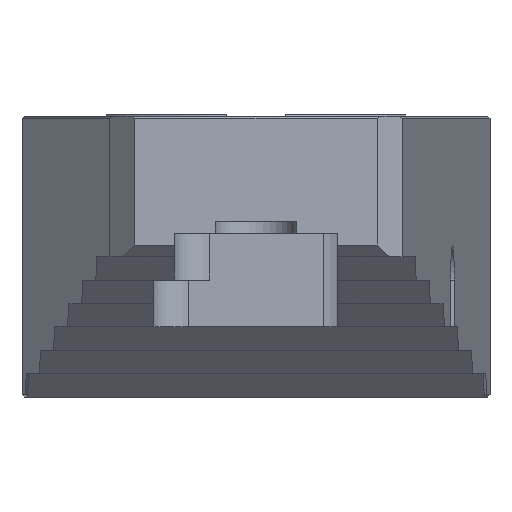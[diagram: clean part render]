
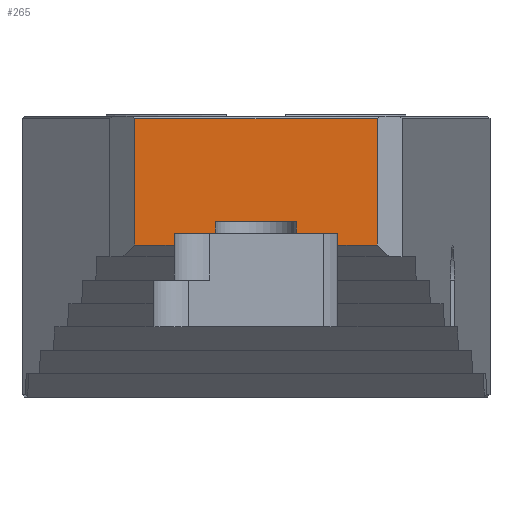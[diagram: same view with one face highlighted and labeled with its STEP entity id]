
A CAD part, left-side view. The second image highlights one B-rep face of the part: STEP entity #265.
In plain terms, the highlighted planar face has unit normal (-1, 0, 0).
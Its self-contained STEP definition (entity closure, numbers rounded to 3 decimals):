
#98=PLANE('',#3716);
#265=ADVANCED_FACE('',(#491),#98,.T.);
#491=FACE_OUTER_BOUND('',#674,.T.);
#674=EDGE_LOOP('',(#1861,#1862,#1863,#1864,#1865,#1866,#1867,#1868,#1869,
#1870,#1871,#1872));
#905=LINE('',#5098,#1310);
#908=LINE('',#5106,#1313);
#926=LINE('',#5146,#1331);
#928=LINE('',#5150,#1333);
#933=LINE('',#5161,#1338);
#947=LINE('',#5190,#1352);
#971=LINE('',#5247,#1376);
#975=LINE('',#5256,#1380);
#978=LINE('',#5265,#1383);
#979=LINE('',#5267,#1384);
#980=LINE('',#5268,#1385);
#981=LINE('',#5270,#1386);
#1310=VECTOR('',#4074,1.);
#1313=VECTOR('',#4079,1.);
#1331=VECTOR('',#4107,1.);
#1333=VECTOR('',#4111,1.);
#1338=VECTOR('',#4118,1.);
#1352=VECTOR('',#4136,1.);
#1376=VECTOR('',#4180,1.);
#1380=VECTOR('',#4192,1.);
#1383=VECTOR('',#4203,1.);
#1384=VECTOR('',#4206,1.);
#1385=VECTOR('',#4207,1.);
#1386=VECTOR('',#4208,1.);
#1861=ORIENTED_EDGE('',*,*,#3167,.F.);
#1862=ORIENTED_EDGE('',*,*,#3163,.F.);
#1863=ORIENTED_EDGE('',*,*,#3084,.F.);
#1864=ORIENTED_EDGE('',*,*,#3168,.F.);
#1865=ORIENTED_EDGE('',*,*,#3115,.T.);
#1866=ORIENTED_EDGE('',*,*,#3108,.F.);
#1867=ORIENTED_EDGE('',*,*,#3169,.F.);
#1868=ORIENTED_EDGE('',*,*,#3170,.T.);
#1869=ORIENTED_EDGE('',*,*,#3110,.T.);
#1870=ORIENTED_EDGE('',*,*,#3129,.T.);
#1871=ORIENTED_EDGE('',*,*,#3088,.F.);
#1872=ORIENTED_EDGE('',*,*,#3158,.T.);
#2737=VERTEX_POINT('',#5097);
#2738=VERTEX_POINT('',#5099);
#2741=VERTEX_POINT('',#5105);
#2742=VERTEX_POINT('',#5107);
#2758=VERTEX_POINT('',#5145);
#2759=VERTEX_POINT('',#5147);
#2760=VERTEX_POINT('',#5151);
#2761=VERTEX_POINT('',#5152);
#2765=VERTEX_POINT('',#5162);
#2799=VERTEX_POINT('',#5245);
#2802=VERTEX_POINT('',#5257);
#2804=VERTEX_POINT('',#5269);
#3084=EDGE_CURVE('',#2737,#2738,#905,.T.);
#3088=EDGE_CURVE('',#2741,#2742,#908,.T.);
#3108=EDGE_CURVE('',#2758,#2759,#926,.T.);
#3110=EDGE_CURVE('',#2760,#2761,#928,.T.);
#3115=EDGE_CURVE('',#2765,#2759,#933,.T.);
#3129=EDGE_CURVE('',#2761,#2742,#947,.T.);
#3158=EDGE_CURVE('',#2741,#2799,#971,.T.);
#3163=EDGE_CURVE('',#2738,#2802,#975,.T.);
#3167=EDGE_CURVE('',#2802,#2799,#978,.T.);
#3168=EDGE_CURVE('',#2765,#2737,#979,.T.);
#3169=EDGE_CURVE('',#2804,#2758,#980,.T.);
#3170=EDGE_CURVE('',#2804,#2760,#981,.T.);
#3716=AXIS2_PLACEMENT_3D('',#5271,#4209,#4210);
#4074=DIRECTION('',(0.,1.,0.));
#4079=DIRECTION('',(0.,1.,0.));
#4107=DIRECTION('',(0.,0.,-1.));
#4111=DIRECTION('',(0.,-1.,0.));
#4118=DIRECTION('',(0.,-1.,0.));
#4136=DIRECTION('',(0.,0.,1.));
#4180=DIRECTION('',(0.,0.,1.));
#4192=DIRECTION('',(0.,0.,1.));
#4203=DIRECTION('',(0.,1.,0.));
#4206=DIRECTION('',(0.,0.,1.));
#4207=DIRECTION('',(0.,-1.,0.));
#4208=DIRECTION('',(0.,0.,-1.));
#4209=DIRECTION('',(-1.,0.,0.));
#4210=DIRECTION('',(0.,-1.,0.));
#5097=CARTESIAN_POINT('',(-807.5,-35.,-50.6));
#5098=CARTESIAN_POINT('',(-807.5,-35.,-50.6));
#5099=CARTESIAN_POINT('',(-807.5,-17.5,-50.6));
#5105=CARTESIAN_POINT('',(-807.5,17.5,-50.6));
#5106=CARTESIAN_POINT('',(-807.5,17.5,-50.6));
#5107=CARTESIAN_POINT('',(-807.5,35.,-50.6));
#5145=CARTESIAN_POINT('',(-807.5,-51.873,-1.6));
#5146=CARTESIAN_POINT('',(-807.5,-51.873,-1.6));
#5147=CARTESIAN_POINT('',(-807.5,-51.873,-55.6));
#5150=CARTESIAN_POINT('',(-807.5,51.873,-55.6));
#5151=CARTESIAN_POINT('',(-807.5,51.873,-55.6));
#5152=CARTESIAN_POINT('',(-807.5,35.,-55.6));
#5161=CARTESIAN_POINT('',(-807.5,-35.,-55.6));
#5162=CARTESIAN_POINT('',(-807.5,-35.,-55.6));
#5190=CARTESIAN_POINT('',(-807.5,35.,-55.6));
#5245=CARTESIAN_POINT('',(-807.5,17.5,-45.6));
#5247=CARTESIAN_POINT('',(-807.5,17.5,-50.6));
#5256=CARTESIAN_POINT('',(-807.5,-17.5,-50.6));
#5257=CARTESIAN_POINT('',(-807.5,-17.5,-45.6));
#5265=CARTESIAN_POINT('',(-807.5,-17.5,-45.6));
#5267=CARTESIAN_POINT('',(-807.5,-35.,-55.6));
#5268=CARTESIAN_POINT('',(-807.5,51.873,-1.6));
#5269=CARTESIAN_POINT('',(-807.5,51.873,-1.6));
#5270=CARTESIAN_POINT('',(-807.5,51.873,-1.6));
#5271=CARTESIAN_POINT('',(-807.5,61.873,-120.6));
